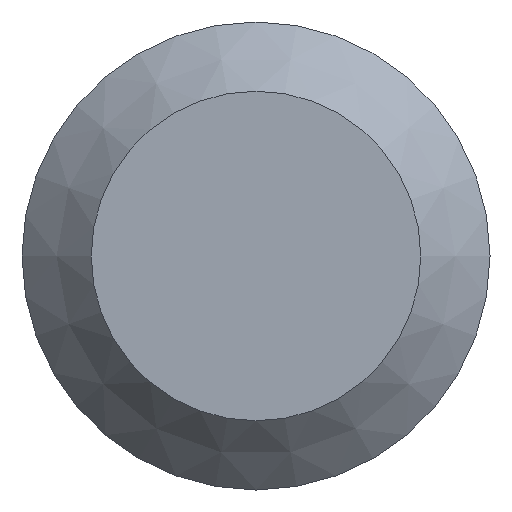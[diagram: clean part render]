
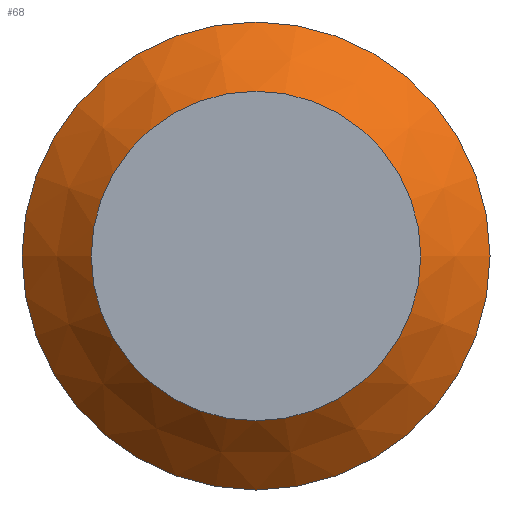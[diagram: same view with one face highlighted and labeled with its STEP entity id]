
A CAD part, front view. The second image highlights one B-rep face of the part: STEP entity #68.
In plain terms, the highlighted conical face has half-angle 45 degrees and reference radius 5.042 mm.
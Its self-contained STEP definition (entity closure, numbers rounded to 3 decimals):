
#21=FACE_OUTER_BOUND('',#26,.T.);
#26=EDGE_LOOP('',(#58,#59,#60,#61));
#30=LINE('',#131,#33);
#33=VECTOR('',#113,5.042);
#36=CIRCLE('',#88,5.917);
#37=CIRCLE('',#91,4.167);
#40=VERTEX_POINT('',#124);
#41=VERTEX_POINT('',#129);
#46=EDGE_CURVE('',#40,#40,#36,.T.);
#47=EDGE_CURVE('',#41,#41,#37,.T.);
#48=EDGE_CURVE('',#41,#40,#30,.T.);
#58=ORIENTED_EDGE('',*,*,#47,.T.);
#59=ORIENTED_EDGE('',*,*,#48,.T.);
#60=ORIENTED_EDGE('',*,*,#46,.T.);
#61=ORIENTED_EDGE('',*,*,#48,.F.);
#64=CONICAL_SURFACE('',#90,5.042,0.785);
#68=ADVANCED_FACE('',(#21),#64,.T.);
#88=AXIS2_PLACEMENT_3D('',#126,#105,#106);
#90=AXIS2_PLACEMENT_3D('',#128,#109,#110);
#91=AXIS2_PLACEMENT_3D('',#130,#111,#112);
#105=DIRECTION('center_axis',(0.,-1.,0.));
#106=DIRECTION('ref_axis',(1.,0.,0.));
#109=DIRECTION('center_axis',(0.,1.,0.));
#110=DIRECTION('ref_axis',(1.,0.,0.));
#111=DIRECTION('center_axis',(0.,1.,0.));
#112=DIRECTION('ref_axis',(1.,0.,0.));
#113=DIRECTION('',(-0.707,0.707,0.));
#124=CARTESIAN_POINT('',(-5.917,-60.25,0.));
#126=CARTESIAN_POINT('Origin',(0.,-60.25,0.));
#128=CARTESIAN_POINT('Origin',(0.,-61.125,0.));
#129=CARTESIAN_POINT('',(-4.167,-62.,0.));
#130=CARTESIAN_POINT('Origin',(0.,-62.,0.));
#131=CARTESIAN_POINT('',(-5.042,-61.125,0.));
